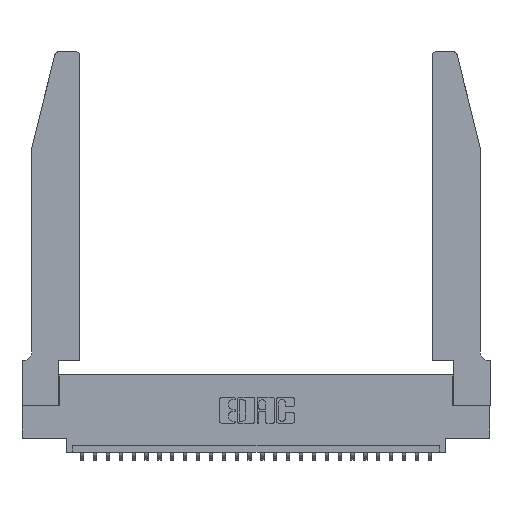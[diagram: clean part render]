
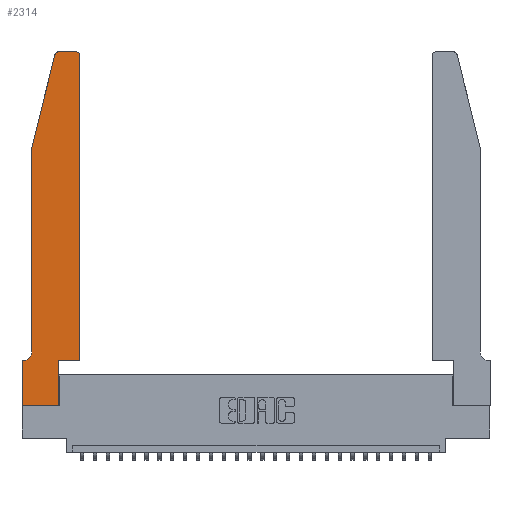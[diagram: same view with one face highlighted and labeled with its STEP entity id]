
A CAD part, top view. The second image highlights one B-rep face of the part: STEP entity #2314.
In plain terms, the highlighted planar face has unit normal (0, 0, 1).
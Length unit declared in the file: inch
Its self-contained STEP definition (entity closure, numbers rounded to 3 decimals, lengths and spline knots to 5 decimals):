
#221 = EDGE_CURVE ( 'NONE', #4102, #5938, #17090, .T. ) ;
#346 = ORIENTED_EDGE ( 'NONE', *, *, #8319, .T. ) ;
#473 = AXIS2_PLACEMENT_3D ( 'NONE', #18935, #27788, #8174 ) ;
#540 = VECTOR ( 'NONE', #23046, 39.37008 ) ;
#1435 = LINE ( 'NONE', #4679, #15241 ) ;
#1930 = CIRCLE ( 'NONE', #25953, 0.03 ) ;
#2175 = CIRCLE ( 'NONE', #14999, 0.03 ) ;
#2201 = VECTOR ( 'NONE', #20250, 39.37008 ) ;
#2299 = VERTEX_POINT ( 'NONE', #2330 ) ;
#2314 = ADVANCED_FACE ( 'NONE', ( #9852 ), #21120, .T. ) ;
#2330 = CARTESIAN_POINT ( 'NONE',  ( 0.4505, 2.72, 0.37 ) ) ;
#2352 = CARTESIAN_POINT ( 'NONE',  ( 0.2865, 0.35, 0.37 ) ) ;
#2486 = EDGE_CURVE ( 'NONE', #13088, #27688, #1435, .T. ) ;
#2566 = ORIENTED_EDGE ( 'NONE', *, *, #221, .T. ) ;
#2922 = EDGE_CURVE ( 'NONE', #4380, #15625, #3075, .T. ) ;
#2931 = DIRECTION ( 'NONE',  ( 0., 1., 0. ) ) ;
#3075 = LINE ( 'NONE', #13933, #10487 ) ;
#3316 = ORIENTED_EDGE ( 'NONE', *, *, #4439, .T. ) ;
#3401 = DIRECTION ( 'NONE',  ( 0., -1., 0. ) ) ;
#3506 = DIRECTION ( 'NONE',  ( 1., 0., 0. ) ) ;
#4102 = VERTEX_POINT ( 'NONE', #10526 ) ;
#4380 = VERTEX_POINT ( 'NONE', #19664 ) ;
#4439 = EDGE_CURVE ( 'NONE', #5938, #24010, #7140, .T. ) ;
#4504 = ORIENTED_EDGE ( 'NONE', *, *, #2486, .T. ) ;
#4679 = CARTESIAN_POINT ( 'NONE',  ( 0.2605, 2.75, 0.37 ) ) ;
#4753 = VECTOR ( 'NONE', #23851, 39.37008 ) ;
#5222 = VECTOR ( 'NONE', #3506, 39.37008 ) ;
#5809 = VECTOR ( 'NONE', #24303, 39.37008 ) ;
#5938 = VERTEX_POINT ( 'NONE', #24628 ) ;
#6469 = ORIENTED_EDGE ( 'NONE', *, *, #12991, .T. ) ;
#6817 = LINE ( 'NONE', #13990, #27089 ) ;
#7140 = LINE ( 'NONE', #26102, #5809 ) ;
#7210 = CARTESIAN_POINT ( 'NONE',  ( 0.0755, 2., 0.37 ) ) ;
#7317 = EDGE_CURVE ( 'NONE', #8609, #21896, #27580, .T. ) ;
#7353 = CARTESIAN_POINT ( 'NONE',  ( 0.2865, 0.35, 0.37 ) ) ;
#7482 = DIRECTION ( 'NONE',  ( 0., 1., 0. ) ) ;
#8174 = DIRECTION ( 'NONE',  ( 1., 0., 0. ) ) ;
#8319 = EDGE_CURVE ( 'NONE', #2299, #13088, #2175, .T. ) ;
#8609 = VERTEX_POINT ( 'NONE', #2352 ) ;
#8682 = EDGE_CURVE ( 'NONE', #15625, #22691, #24785, .T. ) ;
#9424 = DIRECTION ( 'NONE',  ( 0., 0., 1. ) ) ;
#9852 = FACE_OUTER_BOUND ( 'NONE', #12623, .T. ) ;
#10487 = VECTOR ( 'NONE', #3401, 39.37008 ) ;
#10526 = CARTESIAN_POINT ( 'NONE',  ( 0.25487, 2.72718, 0.37 ) ) ;
#10882 = CARTESIAN_POINT ( 'NONE',  ( 0.0755, 0.42, 0.37 ) ) ;
#10888 = ORIENTED_EDGE ( 'NONE', *, *, #2922, .T. ) ;
#11803 = ORIENTED_EDGE ( 'NONE', *, *, #8682, .T. ) ;
#12357 = ORIENTED_EDGE ( 'NONE', *, *, #14579, .T. ) ;
#12380 = CARTESIAN_POINT ( 'NONE',  ( 0.4505, 0.35, 0.37 ) ) ;
#12623 = EDGE_LOOP ( 'NONE', ( #4504, #12357, #2566, #3316, #16059, #6469, #10888, #11803, #14588, #19416, #20109, #346 ) ) ;
#12745 = CARTESIAN_POINT ( 'NONE',  ( 0.0055, 0.42, 0.37 ) ) ;
#12991 = EDGE_CURVE ( 'NONE', #15098, #4380, #19903, .T. ) ;
#13086 = LINE ( 'NONE', #7353, #17166 ) ;
#13088 = VERTEX_POINT ( 'NONE', #18956 ) ;
#13315 = CIRCLE ( 'NONE', #16466, 0.07 ) ;
#13872 = CARTESIAN_POINT ( 'NONE',  ( 0.284, 2.75, 0.37 ) ) ;
#13933 = CARTESIAN_POINT ( 'NONE',  ( 0., 0., 0.37 ) ) ;
#13990 = CARTESIAN_POINT ( 'NONE',  ( 0.4505, 0.35, 0.37 ) ) ;
#14033 = CARTESIAN_POINT ( 'NONE',  ( 0.0055, 0.35, 0.37 ) ) ;
#14579 = EDGE_CURVE ( 'NONE', #27688, #4102, #1930, .T. ) ;
#14588 = ORIENTED_EDGE ( 'NONE', *, *, #19229, .T. ) ;
#14999 = AXIS2_PLACEMENT_3D ( 'NONE', #26822, #9424, #22683 ) ;
#15098 = VERTEX_POINT ( 'NONE', #14033 ) ;
#15241 = VECTOR ( 'NONE', #21564, 39.37008 ) ;
#15625 = VERTEX_POINT ( 'NONE', #18997 ) ;
#16059 = ORIENTED_EDGE ( 'NONE', *, *, #24461, .T. ) ;
#16391 = CARTESIAN_POINT ( 'NONE',  ( 0.4505, 0.35, 0.37 ) ) ;
#16410 = CARTESIAN_POINT ( 'NONE',  ( 0.284, 2.72, 0.37 ) ) ;
#16466 = AXIS2_PLACEMENT_3D ( 'NONE', #12745, #27862, #21365 ) ;
#16898 = EDGE_CURVE ( 'NONE', #21896, #2299, #6817, .T. ) ;
#17090 = LINE ( 'NONE', #7210, #2201 ) ;
#17166 = VECTOR ( 'NONE', #2931, 39.37008 ) ;
#18786 = CARTESIAN_POINT ( 'NONE',  ( 0.2865, 0., 0.37 ) ) ;
#18935 = CARTESIAN_POINT ( 'NONE',  ( 0., 0.35, 0.37 ) ) ;
#18956 = CARTESIAN_POINT ( 'NONE',  ( 0.4205, 2.75, 0.37 ) ) ;
#18997 = CARTESIAN_POINT ( 'NONE',  ( 0., 0., 0.37 ) ) ;
#19229 = EDGE_CURVE ( 'NONE', #22691, #8609, #13086, .T. ) ;
#19416 = ORIENTED_EDGE ( 'NONE', *, *, #7317, .T. ) ;
#19664 = CARTESIAN_POINT ( 'NONE',  ( 0., 0.35, 0.37 ) ) ;
#19903 = LINE ( 'NONE', #21914, #4753 ) ;
#20109 = ORIENTED_EDGE ( 'NONE', *, *, #16898, .T. ) ;
#20250 = DIRECTION ( 'NONE',  ( -0.239, -0.971, 0. ) ) ;
#20389 = DIRECTION ( 'NONE',  ( 0., 0., 1. ) ) ;
#21120 = PLANE ( 'NONE',  #473 ) ;
#21365 = DIRECTION ( 'NONE',  ( -1., 0., 0. ) ) ;
#21564 = DIRECTION ( 'NONE',  ( -1., 0., 0. ) ) ;
#21896 = VERTEX_POINT ( 'NONE', #12380 ) ;
#21914 = CARTESIAN_POINT ( 'NONE',  ( 0.0755, 0.35, 0.37 ) ) ;
#22683 = DIRECTION ( 'NONE',  ( 1., 0., 0. ) ) ;
#22691 = VERTEX_POINT ( 'NONE', #18786 ) ;
#23046 = DIRECTION ( 'NONE',  ( 1., 0., 0. ) ) ;
#23851 = DIRECTION ( 'NONE',  ( -1., 0., 0. ) ) ;
#24010 = VERTEX_POINT ( 'NONE', #10882 ) ;
#24303 = DIRECTION ( 'NONE',  ( 0., -1., 0. ) ) ;
#24461 = EDGE_CURVE ( 'NONE', #24010, #15098, #13315, .T. ) ;
#24622 = DIRECTION ( 'NONE',  ( 1., 0., 0. ) ) ;
#24628 = CARTESIAN_POINT ( 'NONE',  ( 0.0755, 2., 0.37 ) ) ;
#24785 = LINE ( 'NONE', #27177, #5222 ) ;
#25953 = AXIS2_PLACEMENT_3D ( 'NONE', #16410, #20389, #24622 ) ;
#26102 = CARTESIAN_POINT ( 'NONE',  ( 0.0755, 2., 0.37 ) ) ;
#26822 = CARTESIAN_POINT ( 'NONE',  ( 0.4205, 2.72, 0.37 ) ) ;
#27089 = VECTOR ( 'NONE', #7482, 39.37008 ) ;
#27177 = CARTESIAN_POINT ( 'NONE',  ( 0., 0., 0.37 ) ) ;
#27580 = LINE ( 'NONE', #16391, #540 ) ;
#27688 = VERTEX_POINT ( 'NONE', #13872 ) ;
#27788 = DIRECTION ( 'NONE',  ( 0., 0., 1. ) ) ;
#27862 = DIRECTION ( 'NONE',  ( 0., 0., -1. ) ) ;
